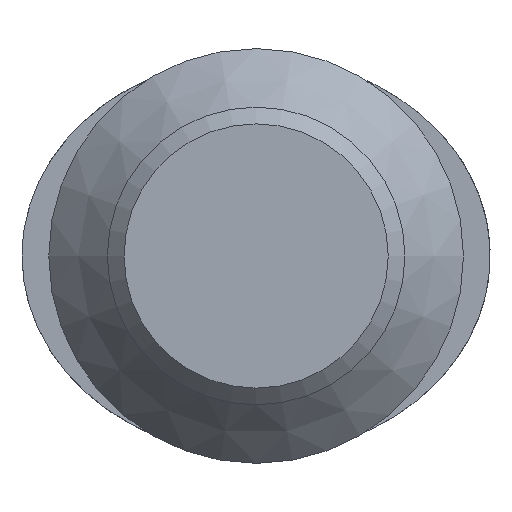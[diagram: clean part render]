
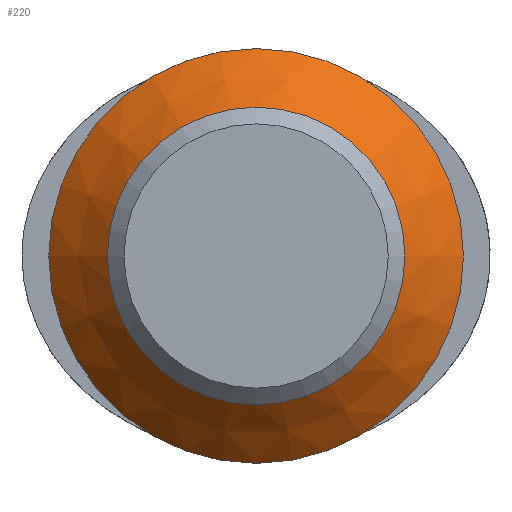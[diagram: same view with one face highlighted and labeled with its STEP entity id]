
A CAD part, left-side view. The second image highlights one B-rep face of the part: STEP entity #220.
In plain terms, the highlighted conical face has half-angle 42.647 degrees and reference radius 5.325 mm.
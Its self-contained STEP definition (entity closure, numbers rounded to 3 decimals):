
#149=CARTESIAN_POINT('',(2.6,4.45,0.0));
#150=VERTEX_POINT('',#149);
#151=CARTESIAN_POINT('',(2.6,0.,0.0));
#152=DIRECTION('',(1.0,0.0,0.0));
#153=DIRECTION('',(0.0,1.0,0.0));
#154=AXIS2_PLACEMENT_3D('',#151,#152,#153);
#155=CIRCLE('',#154,4.45);
#156=EDGE_CURVE('',#150,#150,#155,.T.);
#201=CARTESIAN_POINT('',(3.55,0.,0.0));
#202=DIRECTION('',(1.0,0.,0.0));
#203=DIRECTION('',(0.0,1.0,0.0));
#204=AXIS2_PLACEMENT_3D('',#201,#202,#203);
#205=CONICAL_SURFACE('',#204,5.325,42.647);
#206=CARTESIAN_POINT('',(4.5,6.2,0.0));
#207=VERTEX_POINT('',#206);
#208=CARTESIAN_POINT('',(4.5,0.,0.0));
#209=DIRECTION('',(1.0,0.0,0.0));
#210=DIRECTION('',(0.0,1.0,0.0));
#211=AXIS2_PLACEMENT_3D('',#208,#209,#210);
#212=CIRCLE('',#211,6.2);
#213=EDGE_CURVE('',#207,#207,#212,.T.);
#214=ORIENTED_EDGE('',*,*,#213,.F.);
#215=EDGE_LOOP('',(#214));
#216=FACE_OUTER_BOUND('',#215,.T.);
#217=ORIENTED_EDGE('',*,*,#156,.T.);
#218=EDGE_LOOP('',(#217));
#219=FACE_BOUND('',#218,.T.);
#220=ADVANCED_FACE('',(#216,#219),#205,.T.);
